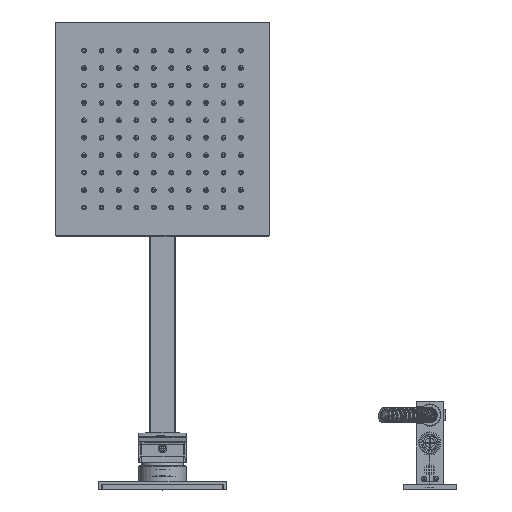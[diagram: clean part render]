
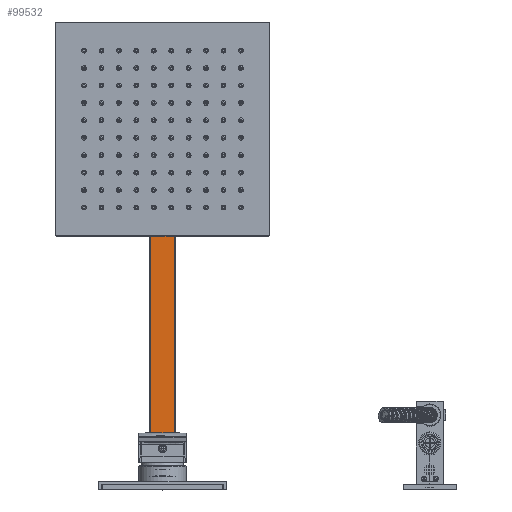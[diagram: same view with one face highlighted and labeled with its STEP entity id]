
A CAD part, front view. The second image highlights one B-rep face of the part: STEP entity #99532.
In plain terms, the highlighted planar face has unit normal (0, -1, 0).
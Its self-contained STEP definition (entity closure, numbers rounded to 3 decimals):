
#88640=DIRECTION('',(0.,0.,-1.));
#88641=VECTOR('',#88640,324.);
#88642=CARTESIAN_POINT('',(12.,987.5,324.5));
#88643=LINE('',#88642,#88641);
#88644=DIRECTION('',(1.,0.,0.));
#88645=VECTOR('',#88644,24.);
#88646=CARTESIAN_POINT('',(-12.,987.5,0.5));
#88647=LINE('',#88646,#88645);
#88648=DIRECTION('',(0.,0.,-1.));
#88649=VECTOR('',#88648,324.);
#88650=CARTESIAN_POINT('',(-12.,987.5,324.5));
#88651=LINE('',#88650,#88649);
#88652=DIRECTION('',(-1.,0.,0.));
#88653=VECTOR('',#88652,24.);
#88654=CARTESIAN_POINT('',(12.,987.5,324.5));
#88655=LINE('',#88654,#88653);
#94402=CARTESIAN_POINT('',(12.,987.5,0.5));
#94404=VERTEX_POINT('',#94402);
#94410=CARTESIAN_POINT('',(12.,987.5,324.5));
#94411=VERTEX_POINT('',#94410);
#94426=CARTESIAN_POINT('',(-12.,987.5,0.5));
#94427=VERTEX_POINT('',#94426);
#94428=CARTESIAN_POINT('',(-12.,987.5,324.5));
#94429=VERTEX_POINT('',#94428);
#99520=CARTESIAN_POINT('',(-12.5,987.5,0.));
#99521=DIRECTION('',(0.,-1.,0.));
#99522=DIRECTION('',(0.,0.,1.));
#99523=AXIS2_PLACEMENT_3D('',#99520,#99521,#99522);
#99524=PLANE('',#99523);
#99525=ORIENTED_EDGE('',*,*,#99226,.T.);
#99526=ORIENTED_EDGE('',*,*,#99270,.F.);
#99527=ORIENTED_EDGE('',*,*,#99503,.F.);
#99529=ORIENTED_EDGE('',*,*,#99528,.F.);
#99530=EDGE_LOOP('',(#99525,#99526,#99527,#99529));
#99531=FACE_OUTER_BOUND('',#99530,.F.);
#99532=ADVANCED_FACE('',(#99531),#99524,.T.);
#99226=EDGE_CURVE('',#94411,#94404,#88643,.T.);
#99270=EDGE_CURVE('',#94427,#94404,#88647,.T.);
#99503=EDGE_CURVE('',#94429,#94427,#88651,.T.);
#99528=EDGE_CURVE('',#94411,#94429,#88655,.T.);
